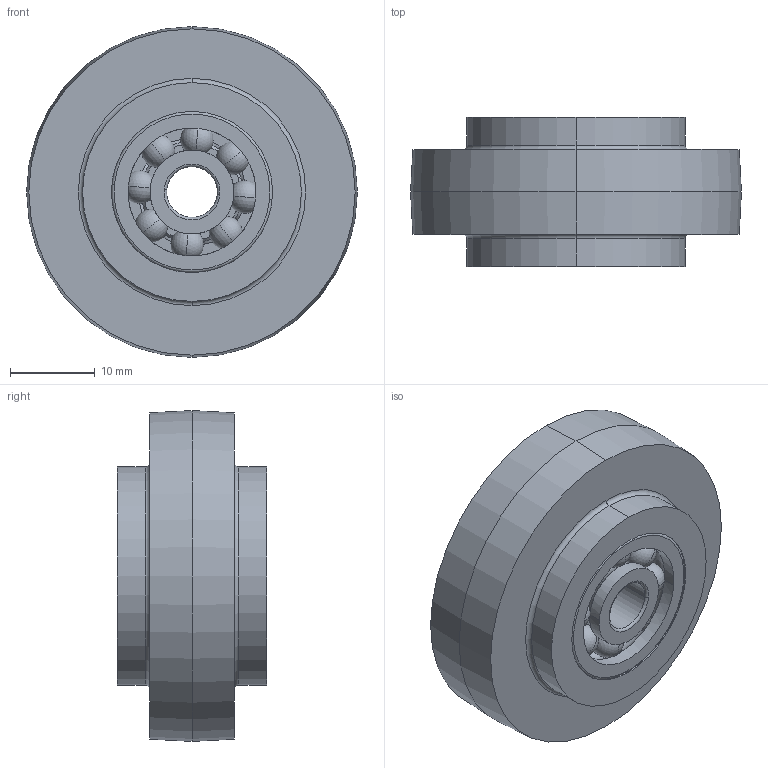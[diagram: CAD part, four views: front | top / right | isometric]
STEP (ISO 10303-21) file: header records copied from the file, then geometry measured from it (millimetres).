
FILE_DESCRIPTION (( 'STEP AP214' ), '1' );
FILE_NAME ('093021.STEP', '2013-05-17T07:34:23', ( 'User' ), ( '' ), 'SwSTEP 2.0', 'SolidWorks 2012', '' );
FILE_SCHEMA (( 'AUTOMOTIVE_DESIGN' ));
Length unit declared in the file: millimetre
Products named in the file (5): 093021r_093021r; 340me012_Standard; 340me014_Standard; Radial Ball Bearing_68_DIN_DIN 625 - 626 - 8,DE,NC,8_68; 093021
Assembly tree (5 placements, depth 3):
  093021
    340me014_Standard  x2
      Radial Ball Bearing_68_DIN_DIN 625 - 626 - 8,DE,NC,8_68
    340me012_Standard
    093021r_093021r
Bounding box: 39 x 17.6 x 39 mm (x, y, z)
Volume: 13785 mm3; surface area: 8389.4 mm2
Topology: 4 solids, 4 shells, 166 faces, 596 edges, 382 vertices
Faces by surface type: torus 68, cylinder 38, sphere 32, plane 16, cone 12
Entity records: 4186 total; most frequent: CARTESIAN_POINT 1301, ORIENTED_EDGE 608, DIRECTION 568, EDGE_CURVE 304, AXIS2_PLACEMENT_3D 265, VERTEX_POINT 198, CIRCLE 154, EDGE_LOOP 114
